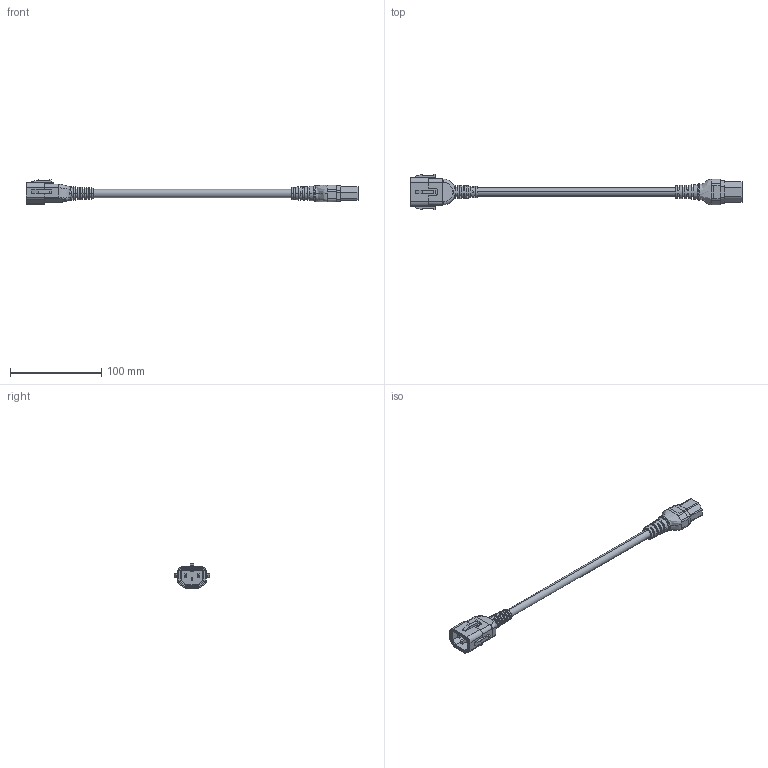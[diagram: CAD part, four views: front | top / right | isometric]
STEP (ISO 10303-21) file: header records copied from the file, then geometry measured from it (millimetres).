
FILE_DESCRIPTION (( 'STEP AP203' ), '1' );
FILE_NAME ('C14LC15-15_3D.STEP', '2022-09-22T15:29:52', ( '' ), ( '' ), 'SwSTEP 2.0', 'SolidWorks 2021', '' );
FILE_SCHEMA (( 'CONFIG_CONTROL_DESIGN' ));
Length unit declared in the file: inch
Products named in the file (4): C14LC15-15_3D; EN60320-C15; EN60320 C14 DUAL-LOCKING; SJT14AWG3X_CORDAGE
Assembly tree (3 placements, depth 2):
  C14LC15-15_3D
    EN60320 C14 DUAL-LOCKING
    EN60320-C15
    SJT14AWG3X_CORDAGE
Bounding box: 364.75 x 38.7 x 26.58 mm (x, y, z)
Volume: 59443.5 mm3; surface area: 28522.3 mm2
Topology: 3 solids, 3 shells, 376 faces, 985 edges, 641 vertices
Faces by surface type: plane 240, cylinder 111, cone 10, bspline 9, torus 4, sphere 2
Entity records: 14659 total; most frequent: CARTESIAN_POINT 4930, ORIENTED_EDGE 1970, DIRECTION 1907, EDGE_CURVE 985, VECTOR 667, LINE 667, VERTEX_POINT 641, AXIS2_PLACEMENT_3D 620
